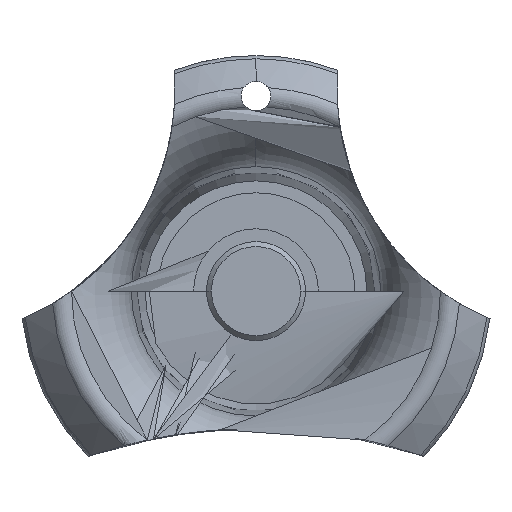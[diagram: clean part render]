
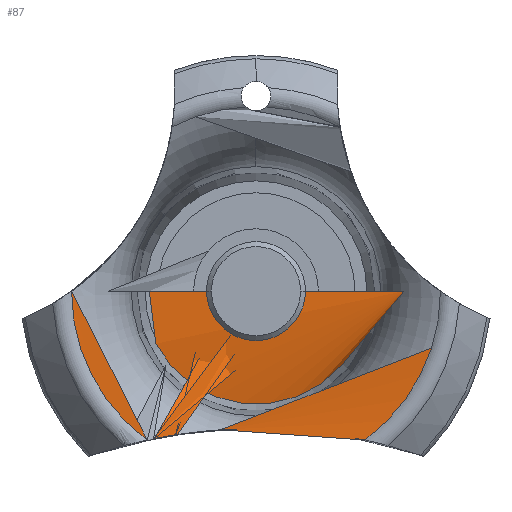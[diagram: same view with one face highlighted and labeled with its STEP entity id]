
A CAD part, top view. The second image highlights one B-rep face of the part: STEP entity #87.
In plain terms, the highlighted toroidal (fillet/blend) face has major radius 0 mm and minor radius 27 mm.
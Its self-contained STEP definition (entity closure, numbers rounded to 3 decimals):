
#87=ADVANCED_FACE('',(#212),#213,.F.);
#212=FACE_OUTER_BOUND('',#375,.T.);
#213=TOROIDAL_SURFACE('',#376,0.,27.);
#375=EDGE_LOOP('',(#573,#574,#575,#576,#577,#578,#579,#580,#581));
#376=AXIS2_PLACEMENT_3D('',#582,#583,#584);
#573=ORIENTED_EDGE('',*,*,#1024,.F.);
#574=ORIENTED_EDGE('',*,*,#1025,.T.);
#575=ORIENTED_EDGE('',*,*,#1026,.F.);
#576=ORIENTED_EDGE('',*,*,#1027,.T.);
#577=ORIENTED_EDGE('',*,*,#1028,.F.);
#578=ORIENTED_EDGE('',*,*,#1012,.T.);
#579=ORIENTED_EDGE('',*,*,#1029,.T.);
#580=ORIENTED_EDGE('',*,*,#1030,.F.);
#581=ORIENTED_EDGE('',*,*,#1031,.T.);
#582=CARTESIAN_POINT('',(0.,0.,58.852));
#583=DIRECTION('',(0.,0.,-1.0));
#584=DIRECTION('',(-1.0,0.,0.));
#1012=EDGE_CURVE('',#1217,#1215,#1218,.T.);
#1024=EDGE_CURVE('',#1238,#1239,#1240,.T.);
#1025=EDGE_CURVE('',#1238,#1241,#1242,.T.);
#1026=EDGE_CURVE('',#1243,#1241,#1244,.T.);
#1027=EDGE_CURVE('',#1243,#1245,#1246,.T.);
#1028=EDGE_CURVE('',#1217,#1245,#1247,.T.);
#1029=EDGE_CURVE('',#1215,#1248,#1249,.T.);
#1030=EDGE_CURVE('',#1250,#1248,#1251,.T.);
#1031=EDGE_CURVE('',#1250,#1239,#1252,.T.);
#1215=VERTEX_POINT('',#1606);
#1217=VERTEX_POINT('',#1609);
#1218=B_SPLINE_CURVE_WITH_KNOTS('',3,(#1610,#1611,#1612,#1613,#1614,#1615,#1616,#1617,#1618,#1619,#1620,#1621,#1622,#1623,#1624,#1625),.UNSPECIFIED.,.F.,.F.,(4,2,2,2,2,2,2,4),(-23.729,-19.445,-15.747,-13.32,-11.224,-8.988,-5.969,-0.0),.UNSPECIFIED.);
#1238=VERTEX_POINT('',#1690);
#1239=VERTEX_POINT('',#1691);
#1240=CIRCLE('',#1692,27.);
#1241=VERTEX_POINT('',#1693);
#1242=CIRCLE('',#1694,6.31);
#1243=VERTEX_POINT('',#1695);
#1244=CIRCLE('',#1696,27.);
#1245=VERTEX_POINT('',#1697);
#1246=B_SPLINE_CURVE_WITH_KNOTS('',3,(#1698,#1699,#1700,#1701,#1702,#1703,#1704,#1705,#1706,#1707,#1708,#1709,#1710,#1711,#1712,#1713),.UNSPECIFIED.,.F.,.F.,(4,2,2,2,2,2,2,4),(-21.735,-17.217,-14.151,-12.027,-10.14,-8.132,-5.403,-0.0),.UNSPECIFIED.);
#1247=CIRCLE('',#1714,18.634);
#1248=VERTEX_POINT('',#1715);
#1249=B_SPLINE_CURVE_WITH_KNOTS('',3,(#1716,#1717,#1718,#1719,#1720,#1721,#1722,#1723,#1724,#1725,#1726,#1727,#1728,#1729,#1730,#1731),.UNSPECIFIED.,.F.,.F.,(4,2,2,2,2,2,2,4),(-23.729,-19.445,-15.747,-13.32,-11.224,-8.988,-5.969,-0.0),.UNSPECIFIED.);
#1250=VERTEX_POINT('',#1732);
#1251=CIRCLE('',#1733,18.634);
#1252=B_SPLINE_CURVE_WITH_KNOTS('',3,(#1734,#1735,#1736,#1737,#1738,#1739,#1740,#1741,#1742,#1743,#1744,#1745,#1746,#1747,#1748,#1749),.UNSPECIFIED.,.F.,.F.,(4,2,2,2,2,2,2,4),(-21.735,-17.217,-14.151,-12.027,-10.14,-8.132,-5.403,-0.0),.UNSPECIFIED.);
#1606=CARTESIAN_POINT('',(0.,-13.88,35.693));
#1609=CARTESIAN_POINT('',(-10.992,-15.046,39.313));
#1610=CARTESIAN_POINT('',(-10.992,-15.046,39.313));
#1611=CARTESIAN_POINT('',(-9.855,-14.802,38.486));
#1612=CARTESIAN_POINT('',(-8.631,-14.579,37.781));
#1613=CARTESIAN_POINT('',(-6.21,-14.237,36.733));
#1614=CARTESIAN_POINT('',(-5.043,-14.11,36.358));
#1615=CARTESIAN_POINT('',(-3.053,-13.963,35.932));
#1616=CARTESIAN_POINT('',(-2.254,-13.923,35.815));
#1617=CARTESIAN_POINT('',(-0.753,-13.881,35.696));
#1618=CARTESIAN_POINT('',(-0.054,-13.876,35.68));
#1619=CARTESIAN_POINT('',(1.388,-13.893,35.731));
#1620=CARTESIAN_POINT('',(2.129,-13.918,35.802));
#1621=CARTESIAN_POINT('',(3.855,-14.013,36.075));
#1622=CARTESIAN_POINT('',(4.829,-14.095,36.313));
#1623=CARTESIAN_POINT('',(7.656,-14.408,37.248));
#1624=CARTESIAN_POINT('',(9.407,-14.706,38.16));
#1625=CARTESIAN_POINT('',(10.992,-15.046,39.313));
#1690=CARTESIAN_POINT('',(6.31,0.,32.6));
#1691=CARTESIAN_POINT('',(18.609,0.,39.289));
#1692=AXIS2_PLACEMENT_3D('',#2589,#2590,#2591);
#1693=CARTESIAN_POINT('',(-6.31,0.,32.6));
#1694=AXIS2_PLACEMENT_3D('',#2592,#2593,#2594);
#1695=CARTESIAN_POINT('',(-18.609,0.,39.289));
#1696=AXIS2_PLACEMENT_3D('',#2595,#2596,#2597);
#1697=CARTESIAN_POINT('',(-18.634,-0.018,39.313));
#1698=CARTESIAN_POINT('',(-8.476,16.595,39.313));
#1699=CARTESIAN_POINT('',(-8.652,15.418,38.391));
#1700=CARTESIAN_POINT('',(-8.928,14.156,37.611));
#1701=CARTESIAN_POINT('',(-9.618,11.946,36.608));
#1702=CARTESIAN_POINT('',(-9.958,11.038,36.29));
#1703=CARTESIAN_POINT('',(-10.643,9.499,35.918));
#1704=CARTESIAN_POINT('',(-10.953,8.873,35.813));
#1705=CARTESIAN_POINT('',(-11.594,7.707,35.71));
#1706=CARTESIAN_POINT('',(-11.917,7.169,35.701));
#1707=CARTESIAN_POINT('',(-12.624,6.085,35.764));
#1708=CARTESIAN_POINT('',(-13.008,5.545,35.842));
#1709=CARTESIAN_POINT('',(-13.955,4.318,36.127));
#1710=CARTESIAN_POINT('',(-14.527,3.656,36.371));
#1711=CARTESIAN_POINT('',(-16.277,1.821,37.313));
#1712=CARTESIAN_POINT('',(-17.477,0.811,38.21));
#1713=CARTESIAN_POINT('',(-18.634,-0.018,39.313));
#1714=AXIS2_PLACEMENT_3D('',#2598,#2599,#2600);
#1715=CARTESIAN_POINT('',(10.992,-15.046,39.313));
#1716=CARTESIAN_POINT('',(-10.992,-15.046,39.313));
#1717=CARTESIAN_POINT('',(-9.855,-14.802,38.486));
#1718=CARTESIAN_POINT('',(-8.631,-14.579,37.781));
#1719=CARTESIAN_POINT('',(-6.21,-14.237,36.733));
#1720=CARTESIAN_POINT('',(-5.043,-14.11,36.358));
#1721=CARTESIAN_POINT('',(-3.053,-13.963,35.932));
#1722=CARTESIAN_POINT('',(-2.254,-13.923,35.815));
#1723=CARTESIAN_POINT('',(-0.753,-13.881,35.696));
#1724=CARTESIAN_POINT('',(-0.054,-13.876,35.68));
#1725=CARTESIAN_POINT('',(1.388,-13.893,35.731));
#1726=CARTESIAN_POINT('',(2.129,-13.918,35.802));
#1727=CARTESIAN_POINT('',(3.855,-14.013,36.075));
#1728=CARTESIAN_POINT('',(4.829,-14.095,36.313));
#1729=CARTESIAN_POINT('',(7.656,-14.408,37.248));
#1730=CARTESIAN_POINT('',(9.407,-14.706,38.16));
#1731=CARTESIAN_POINT('',(10.992,-15.046,39.313));
#1732=CARTESIAN_POINT('',(18.634,-0.018,39.313));
#1733=AXIS2_PLACEMENT_3D('',#2601,#2602,#2603);
#1734=CARTESIAN_POINT('',(18.634,-0.018,39.313));
#1735=CARTESIAN_POINT('',(17.667,0.675,38.391));
#1736=CARTESIAN_POINT('',(16.669,1.495,37.611));
#1737=CARTESIAN_POINT('',(15.017,3.117,36.608));
#1738=CARTESIAN_POINT('',(14.363,3.833,36.29));
#1739=CARTESIAN_POINT('',(13.305,5.145,35.918));
#1740=CARTESIAN_POINT('',(12.89,5.706,35.813));
#1741=CARTESIAN_POINT('',(12.144,6.808,35.71));
#1742=CARTESIAN_POINT('',(11.812,7.34,35.701));
#1743=CARTESIAN_POINT('',(11.17,8.463,35.764));
#1744=CARTESIAN_POINT('',(10.864,9.052,35.842));
#1745=CARTESIAN_POINT('',(10.203,10.454,36.127));
#1746=CARTESIAN_POINT('',(9.874,11.264,36.371));
#1747=CARTESIAN_POINT('',(9.039,13.659,37.313));
#1748=CARTESIAN_POINT('',(8.687,15.187,38.21));
#1749=CARTESIAN_POINT('',(8.476,16.595,39.313));
#2589=CARTESIAN_POINT('',(0.,0.,58.852));
#2590=DIRECTION('',(0.,-1.0,0.));
#2591=DIRECTION('',(1.0,0.,0.));
#2592=CARTESIAN_POINT('',(0.,0.,32.6));
#2593=DIRECTION('',(0.,0.,-1.0));
#2594=DIRECTION('',(0.,1.0,0.0));
#2595=CARTESIAN_POINT('',(0.,0.,58.852));
#2596=DIRECTION('',(0.,-1.0,0.));
#2597=DIRECTION('',(-1.0,0.,0.));
#2598=CARTESIAN_POINT('',(0.,0.,39.313));
#2599=DIRECTION('',(0.,0.,-1.0));
#2600=DIRECTION('',(0.,1.0,0.0));
#2601=CARTESIAN_POINT('',(0.,0.,39.313));
#2602=DIRECTION('',(0.,0.,-1.0));
#2603=DIRECTION('',(0.,1.0,0.0));
